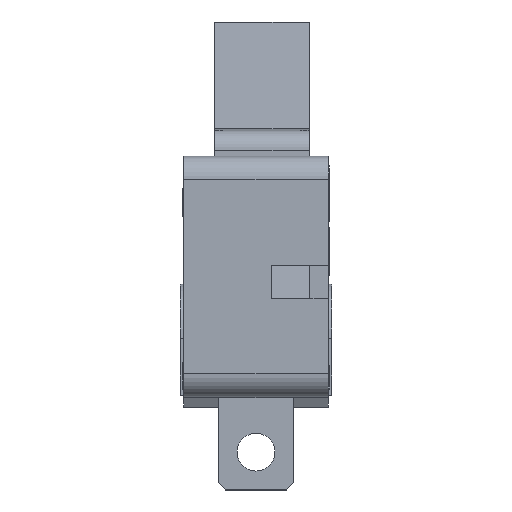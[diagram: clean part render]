
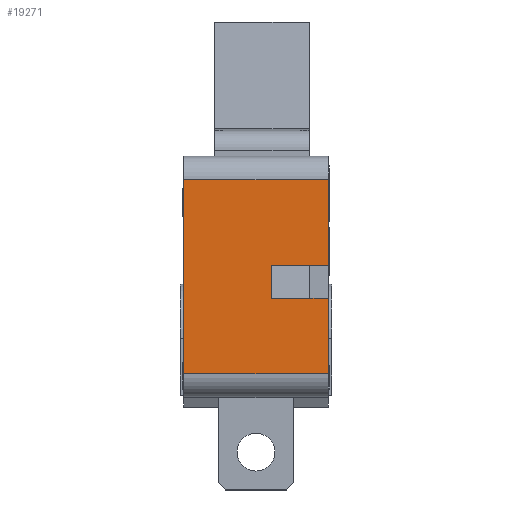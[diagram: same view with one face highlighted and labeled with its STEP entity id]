
A CAD part, left-side view. The second image highlights one B-rep face of the part: STEP entity #19271.
In plain terms, the highlighted planar face has unit normal (-1, 0, 0).
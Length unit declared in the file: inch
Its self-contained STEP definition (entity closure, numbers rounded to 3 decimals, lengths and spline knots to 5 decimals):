
#1779=CARTESIAN_POINT('',(-0.20079,-0.24016,0.12205));
#1780=VERTEX_POINT('',#1779);
#1787=CARTESIAN_POINT('',(-0.20079,-0.14567,0.12205));
#1788=VERTEX_POINT('',#1787);
#1789=CARTESIAN_POINT('',(-0.20079,-0.14567,0.12205));
#1790=DIRECTION('',(0.0,-1.0,0.0));
#1791=VECTOR('',#1790,0.09449);
#1792=LINE('',#1789,#1791);
#1793=EDGE_CURVE('',#1788,#1780,#1792,.T.);
#15322=CARTESIAN_POINT('',(-0.20079,-0.24016,0.06693));
#15323=VERTEX_POINT('',#15322);
#15330=CARTESIAN_POINT('',(-0.20079,-0.24016,-0.05906));
#15331=VERTEX_POINT('',#15330);
#15332=CARTESIAN_POINT('',(-0.20079,-0.24016,-0.05906));
#15333=DIRECTION('',(0.0,0.0,1.0));
#15334=VECTOR('',#15333,0.12598);
#15335=LINE('',#15332,#15334);
#15336=EDGE_CURVE('',#15331,#15323,#15335,.T.);
#15492=CARTESIAN_POINT('',(-0.20079,-0.24016,0.26378));
#15493=VERTEX_POINT('',#15492);
#15501=CARTESIAN_POINT('',(-0.20079,-0.24016,0.12205));
#15502=DIRECTION('',(0.0,0.0,1.0));
#15503=VECTOR('',#15502,0.14173);
#15504=LINE('',#15501,#15503);
#15505=EDGE_CURVE('',#1780,#15493,#15504,.T.);
#16319=CARTESIAN_POINT('',(-0.20079,-0.14567,0.06693));
#16320=VERTEX_POINT('',#16319);
#16329=CARTESIAN_POINT('',(-0.20079,-0.24016,0.06693));
#16330=DIRECTION('',(0.0,1.0,0.0));
#16331=VECTOR('',#16330,0.09449);
#16332=LINE('',#16329,#16331);
#16333=EDGE_CURVE('',#15323,#16320,#16332,.T.);
#17513=CARTESIAN_POINT('',(-0.20079,0.0,-0.05906));
#17514=VERTEX_POINT('',#17513);
#17522=CARTESIAN_POINT('',(-0.20079,0.0,0.26378));
#17523=VERTEX_POINT('',#17522);
#17524=CARTESIAN_POINT('',(-0.20079,0.0,0.26378));
#17525=DIRECTION('',(0.0,0.0,-1.0));
#17526=VECTOR('',#17525,0.32283);
#17527=LINE('',#17524,#17526);
#17528=EDGE_CURVE('',#17523,#17514,#17527,.T.);
#19235=CARTESIAN_POINT('',(-0.20079,-0.14567,0.06693));
#19236=DIRECTION('',(0.0,0.0,1.0));
#19237=VECTOR('',#19236,0.05512);
#19238=LINE('',#19235,#19237);
#19239=EDGE_CURVE('',#16320,#1788,#19238,.T.);
#19246=CARTESIAN_POINT('',(-0.20079,-0.25217,-0.0752));
#19247=DIRECTION('',(-1.0,0.0,0.0));
#19248=DIRECTION('',(0.0,0.0,1.0));
#19249=AXIS2_PLACEMENT_3D('',#19246,#19247,#19248);
#19250=PLANE('',#19249);
#19251=ORIENTED_EDGE('',*,*,#17528,.T.);
#19252=CARTESIAN_POINT('',(-0.20079,-0.24016,-0.05906));
#19253=DIRECTION('',(0.0,1.0,0.0));
#19254=VECTOR('',#19253,0.24016);
#19255=LINE('',#19252,#19254);
#19256=EDGE_CURVE('',#15331,#17514,#19255,.T.);
#19257=ORIENTED_EDGE('',*,*,#19256,.F.);
#19258=ORIENTED_EDGE('',*,*,#15336,.T.);
#19259=ORIENTED_EDGE('',*,*,#16333,.T.);
#19260=ORIENTED_EDGE('',*,*,#19239,.T.);
#19261=ORIENTED_EDGE('',*,*,#1793,.T.);
#19262=ORIENTED_EDGE('',*,*,#15505,.T.);
#19263=CARTESIAN_POINT('',(-0.20079,-0.24016,0.26378));
#19264=DIRECTION('',(0.0,1.0,0.0));
#19265=VECTOR('',#19264,0.24016);
#19266=LINE('',#19263,#19265);
#19267=EDGE_CURVE('',#15493,#17523,#19266,.T.);
#19268=ORIENTED_EDGE('',*,*,#19267,.T.);
#19269=EDGE_LOOP('',(#19251,#19257,#19258,#19259,#19260,#19261,#19262,#19268));
#19270=FACE_OUTER_BOUND('',#19269,.T.);
#19271=ADVANCED_FACE('',(#19270),#19250,.T.);
